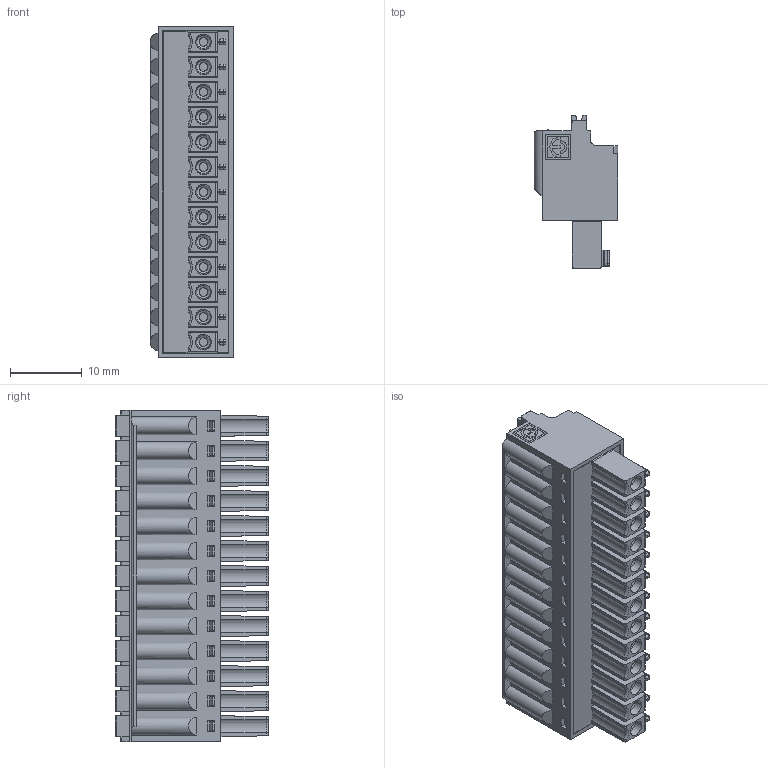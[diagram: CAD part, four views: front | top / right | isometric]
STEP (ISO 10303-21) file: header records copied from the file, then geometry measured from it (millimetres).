
FILE_DESCRIPTION(('STEP AP214'),'1');
FILE_NAME('SHM13-3,5-F.stp','2025-07-01T08:47:26',(' '),(' '),'Spatial InterOp 3D',' ',' ');
FILE_SCHEMA(('AUTOMOTIVE_DESIGN { 1 0 10303 214 1 1 1 1 }'));
Length unit declared in the file: metre
Products named in the file (1): 1751349388
Bounding box: 11.7 x 21.4 x 46.3 mm (x, y, z)
Volume: 6828.1 mm3; surface area: 5178.9 mm2
Topology: 1 solids, 1 shells, 1342 faces, 3682 edges, 2396 vertices
Faces by surface type: plane 944, cylinder 319, cone 39, sphere 26, torus 13, extrusion 1
Full cylindrical faces by diameter (mm): 1.2 x13, 3.078 x13
Entity records: 62026 total; most frequent: CARTESIAN_POINT 10112, ORIENTED_EDGE 7078, DIRECTION 6526, EDGE_CURVE 3539, STYLED_ITEM 2914, PRESENTATION_STYLE_ASSIGNMENT 2914, COLOUR_RGB 2914, VECTOR 2692
